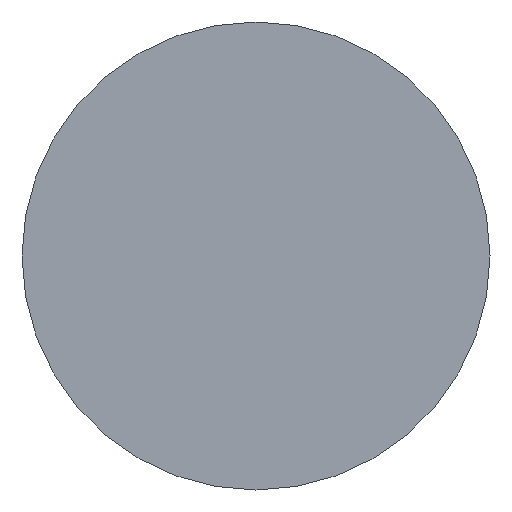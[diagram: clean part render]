
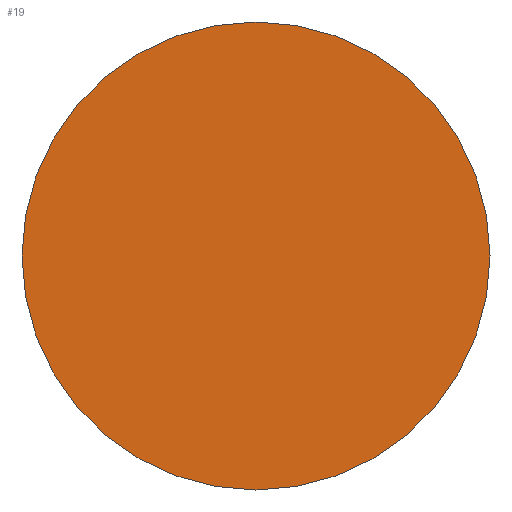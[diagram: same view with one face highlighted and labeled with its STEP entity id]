
A CAD part, left-side view. The second image highlights one B-rep face of the part: STEP entity #19.
In plain terms, the highlighted planar face has unit normal (-1, 0, 0).
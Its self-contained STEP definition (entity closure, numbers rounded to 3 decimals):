
#5 = PLANE ( 'NONE',  #133 ) ;
#7 = VERTEX_POINT ( 'NONE', #82 ) ;
#11 = EDGE_CURVE ( 'NONE', #79, #7, #117, .T. ) ;
#19 = ADVANCED_FACE ( 'NONE', ( #169 ), #5, .F. ) ;
#23 = AXIS2_PLACEMENT_3D ( 'NONE', #144, #67, #38 ) ;
#28 = ORIENTED_EDGE ( 'NONE', *, *, #11, .F. ) ;
#33 = ORIENTED_EDGE ( 'NONE', *, *, #96, .F. ) ;
#38 = DIRECTION ( 'NONE',  ( 0., 0., -1. ) ) ;
#59 = EDGE_LOOP ( 'NONE', ( #33, #28 ) ) ;
#66 = DIRECTION ( 'NONE',  ( 1., 0., 0. ) ) ;
#67 = DIRECTION ( 'NONE',  ( 1., 0., 0. ) ) ;
#79 = VERTEX_POINT ( 'NONE', #147 ) ;
#80 = CARTESIAN_POINT ( 'NONE',  ( -0.8, 0., 0. ) ) ;
#82 = CARTESIAN_POINT ( 'NONE',  ( -0.8, 0., 5. ) ) ;
#96 = EDGE_CURVE ( 'NONE', #7, #79, #99, .T. ) ;
#99 = CIRCLE ( 'NONE', #113, 5. ) ;
#106 = DIRECTION ( 'NONE',  ( 0., 0., -1. ) ) ;
#109 = DIRECTION ( 'NONE',  ( 0., 0., -1. ) ) ;
#113 = AXIS2_PLACEMENT_3D ( 'NONE', #80, #172, #109 ) ;
#117 = CIRCLE ( 'NONE', #23, 5. ) ;
#133 = AXIS2_PLACEMENT_3D ( 'NONE', #162, #66, #106 ) ;
#144 = CARTESIAN_POINT ( 'NONE',  ( -0.8, 0., 0. ) ) ;
#147 = CARTESIAN_POINT ( 'NONE',  ( -0.8, 0., -5. ) ) ;
#162 = CARTESIAN_POINT ( 'NONE',  ( -0.8, 0., 0. ) ) ;
#169 = FACE_OUTER_BOUND ( 'NONE', #59, .T. ) ;
#172 = DIRECTION ( 'NONE',  ( 1., 0., 0. ) ) ;
